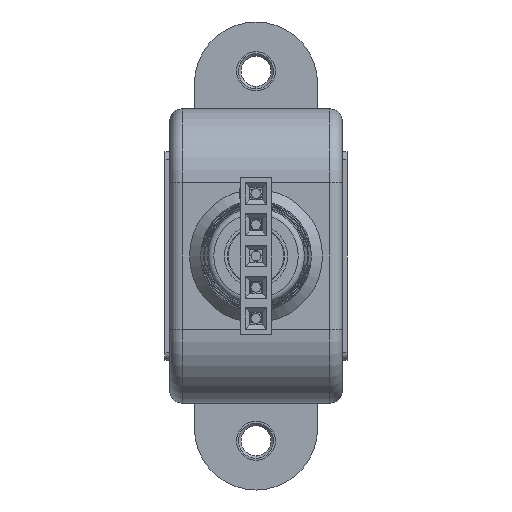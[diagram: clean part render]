
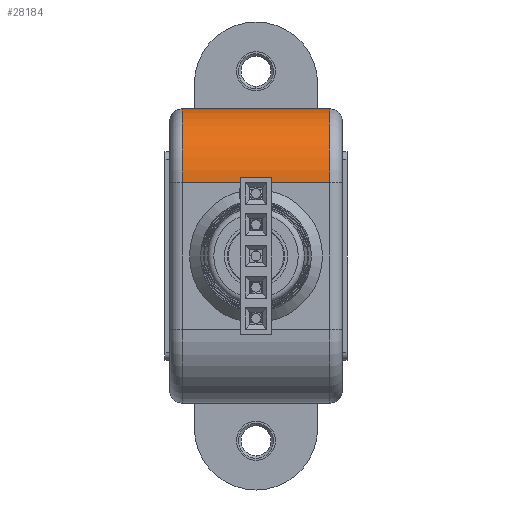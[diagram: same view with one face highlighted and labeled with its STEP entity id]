
A CAD part, front view. The second image highlights one B-rep face of the part: STEP entity #28184.
In plain terms, the highlighted cylindrical face has radius 6 mm (diameter 12 mm), a partial arc.
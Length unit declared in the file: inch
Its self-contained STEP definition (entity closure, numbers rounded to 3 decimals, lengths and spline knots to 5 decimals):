
#353 = CARTESIAN_POINT ( 'NONE',  ( -0.23425, -0.23622, -1.05512 ) ) ;
#811 = CARTESIAN_POINT ( 'NONE',  ( -0.47047, -0.27559, -0.8189 ) ) ;
#814 = DIRECTION ( 'NONE',  ( 0., -1., 0. ) ) ;
#1684 = CARTESIAN_POINT ( 'NONE',  ( -0.23425, -0.23622, -0.8189 ) ) ;
#1685 = DIRECTION ( 'NONE',  ( 0., 1., 0. ) ) ;
#1686 = DIRECTION ( 'NONE',  ( 0., 0., -1. ) ) ;
#2489 = EDGE_LOOP ( 'NONE', ( #28022, #27925, #28023, #27856 ) ) ;
#2971 = CARTESIAN_POINT ( 'NONE',  ( -0.23425, 0.27559, -1.05512 ) ) ;
#2972 = DIRECTION ( 'NONE',  ( 0., 1., 0. ) ) ;
#3346 = CARTESIAN_POINT ( 'NONE',  ( -0.47047, 0.23622, -0.8189 ) ) ;
#5556 = DIRECTION ( 'NONE',  ( 0., 1., 0. ) ) ;
#5558 = DIRECTION ( 'NONE',  ( -1., 0., 0. ) ) ;
#5569 = CARTESIAN_POINT ( 'NONE',  ( -0.23425, 0.27559, -0.8189 ) ) ;
#6997 = CIRCLE ( 'NONE', #14786, 0.23622 ) ;
#7230 = FACE_OUTER_BOUND ( 'NONE', #2489, .T. ) ;
#7235 = CYLINDRICAL_SURFACE ( 'NONE', #14957, 0.23622 ) ;
#7900 = CARTESIAN_POINT ( 'NONE',  ( -0.23425, 0.23622, -0.8189 ) ) ;
#7901 = DIRECTION ( 'NONE',  ( 0., -1., 0. ) ) ;
#7902 = DIRECTION ( 'NONE',  ( 0., 0., 1. ) ) ;
#8250 = CARTESIAN_POINT ( 'NONE',  ( -0.47047, -0.23622, -0.8189 ) ) ;
#8798 = LINE ( 'NONE', #811, #8806 ) ;
#8806 = VECTOR ( 'NONE', #814, 39.37008 ) ;
#9341 = CIRCLE ( 'NONE', #14636, 0.23622 ) ;
#9824 = LINE ( 'NONE', #2971, #9829 ) ;
#9829 = VECTOR ( 'NONE', #2972, 39.37008 ) ;
#10845 = VERTEX_POINT ( 'NONE', #26848 ) ;
#14355 = VERTEX_POINT ( 'NONE', #353 ) ;
#14636 = AXIS2_PLACEMENT_3D ( 'NONE', #1684, #1685, #1686 ) ;
#14786 = AXIS2_PLACEMENT_3D ( 'NONE', #7900, #7901, #7902 ) ;
#14957 = AXIS2_PLACEMENT_3D ( 'NONE', #5569, #5556, #5558 ) ;
#16106 = VERTEX_POINT ( 'NONE', #3346 ) ;
#18457 = EDGE_CURVE ( 'NONE', #16106, #27537, #8798, .T. ) ;
#19032 = EDGE_CURVE ( 'NONE', #14355, #27537, #9341, .T. ) ;
#21938 = EDGE_CURVE ( 'NONE', #14355, #10845, #9824, .T. ) ;
#22203 = EDGE_CURVE ( 'NONE', #16106, #10845, #6997, .T. ) ;
#26848 = CARTESIAN_POINT ( 'NONE',  ( -0.23425, 0.23622, -1.05512 ) ) ;
#27537 = VERTEX_POINT ( 'NONE', #8250 ) ;
#27856 = ORIENTED_EDGE ( 'NONE', *, *, #22203, .T. ) ;
#27925 = ORIENTED_EDGE ( 'NONE', *, *, #19032, .T. ) ;
#28022 = ORIENTED_EDGE ( 'NONE', *, *, #21938, .F. ) ;
#28023 = ORIENTED_EDGE ( 'NONE', *, *, #18457, .F. ) ;
#28184 = ADVANCED_FACE ( 'NONE', ( #7230 ), #7235, .T. ) ;
